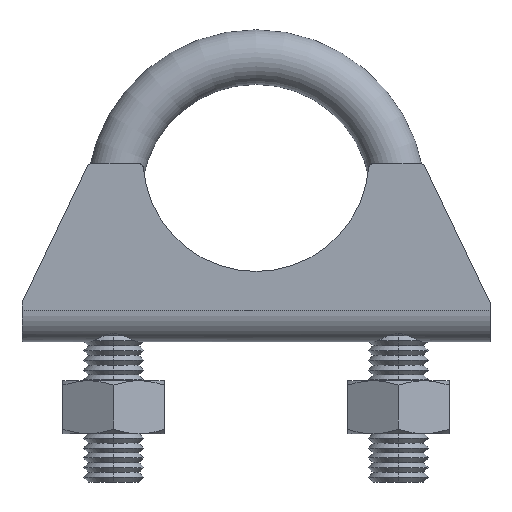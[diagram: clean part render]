
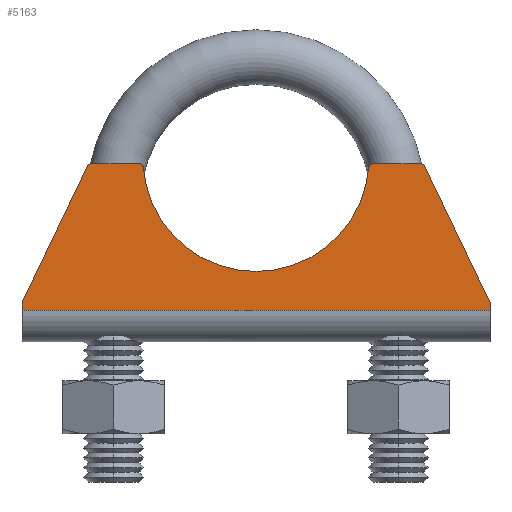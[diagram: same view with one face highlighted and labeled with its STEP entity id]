
A CAD part, top view. The second image highlights one B-rep face of the part: STEP entity #5163.
In plain terms, the highlighted planar face has unit normal (0, 0, 1).
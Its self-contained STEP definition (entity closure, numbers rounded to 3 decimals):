
#2 = CARTESIAN_POINT ( 'NONE',  ( 21.636, 20.515, 7.4 ) ) ;
#38 = VERTEX_POINT ( 'NONE', #2253 ) ;
#108 = ORIENTED_EDGE ( 'NONE', *, *, #3881, .T. ) ;
#126 = DIRECTION ( 'NONE',  ( 0., -1., 0. ) ) ;
#213 = EDGE_CURVE ( 'NONE', #2351, #6873, #4837, .T. ) ;
#245 = CARTESIAN_POINT ( 'NONE',  ( -21.185, 20.8, 7.4 ) ) ;
#274 = DIRECTION ( 'NONE',  ( 0., 0., 1. ) ) ;
#397 = VERTEX_POINT ( 'NONE', #7445 ) ;
#525 = EDGE_CURVE ( 'NONE', #38, #1195, #5727, .T. ) ;
#550 = CARTESIAN_POINT ( 'NONE',  ( -30., 20.8, 7.4 ) ) ;
#605 = CIRCLE ( 'NONE', #6726, 0.5 ) ;
#656 = DIRECTION ( 'NONE',  ( 0., 1., 0. ) ) ;
#677 = EDGE_CURVE ( 'NONE', #397, #2792, #5014, .T. ) ;
#761 = EDGE_CURVE ( 'NONE', #7429, #6196, #1720, .T. ) ;
#807 = DIRECTION ( 'NONE',  ( -1., 0., 0. ) ) ;
#811 = LINE ( 'NONE', #6536, #1000 ) ;
#854 = CIRCLE ( 'NONE', #4762, 14.5 ) ;
#902 = DIRECTION ( 'NONE',  ( 0., 0., 1. ) ) ;
#948 = VECTOR ( 'NONE', #1878, 1000. ) ;
#1000 = VECTOR ( 'NONE', #2777, 1000. ) ;
#1195 = VERTEX_POINT ( 'NONE', #2285 ) ;
#1340 = AXIS2_PLACEMENT_3D ( 'NONE', #5226, #1563, #5457 ) ;
#1411 = ORIENTED_EDGE ( 'NONE', *, *, #8018, .T. ) ;
#1476 = CARTESIAN_POINT ( 'NONE',  ( -11.937, 40.826, 7.4 ) ) ;
#1489 = ORIENTED_EDGE ( 'NONE', *, *, #3902, .T. ) ;
#1563 = DIRECTION ( 'NONE',  ( 0., 0., 1. ) ) ;
#1598 = VECTOR ( 'NONE', #2121, 1000. ) ;
#1622 = ORIENTED_EDGE ( 'NONE', *, *, #3587, .F. ) ;
#1675 = CARTESIAN_POINT ( 'NONE',  ( 21.185, 20.3, 7.4 ) ) ;
#1720 = LINE ( 'NONE', #1886, #3209 ) ;
#1831 = CARTESIAN_POINT ( 'NONE',  ( 30., 20.8, 7.4 ) ) ;
#1849 = DIRECTION ( 'NONE',  ( 0., 1., 0. ) ) ;
#1878 = DIRECTION ( 'NONE',  ( -1., 0., 0. ) ) ;
#1886 = CARTESIAN_POINT ( 'NONE',  ( 30., 20.8, 7.4 ) ) ;
#2082 = CARTESIAN_POINT ( 'NONE',  ( 30., 20.8, 7.4 ) ) ;
#2121 = DIRECTION ( 'NONE',  ( 0.431, -0.902, 0. ) ) ;
#2207 = VERTEX_POINT ( 'NONE', #2 ) ;
#2246 = DIRECTION ( 'NONE',  ( 0., -1., 0. ) ) ;
#2253 = CARTESIAN_POINT ( 'NONE',  ( -30., 2., 7.4 ) ) ;
#2285 = CARTESIAN_POINT ( 'NONE',  ( -30., 3., 7.4 ) ) ;
#2337 = FACE_OUTER_BOUND ( 'NONE', #5046, .T. ) ;
#2351 = VERTEX_POINT ( 'NONE', #5570 ) ;
#2418 = VECTOR ( 'NONE', #3328, 1000. ) ;
#2462 = CARTESIAN_POINT ( 'NONE',  ( -21.636, 20.515, 7.4 ) ) ;
#2604 = LINE ( 'NONE', #2725, #1598 ) ;
#2694 = DIRECTION ( 'NONE',  ( 0., 0., 1. ) ) ;
#2725 = CARTESIAN_POINT ( 'NONE',  ( 23.078, 17.495, 7.4 ) ) ;
#2777 = DIRECTION ( 'NONE',  ( -1., 0., 0. ) ) ;
#2792 = VERTEX_POINT ( 'NONE', #4632 ) ;
#3201 = DIRECTION ( 'NONE',  ( 0., 0., -1. ) ) ;
#3209 = VECTOR ( 'NONE', #656, 1000. ) ;
#3312 = VECTOR ( 'NONE', #807, 1000. ) ;
#3323 = CIRCLE ( 'NONE', #6420, 0.5 ) ;
#3328 = DIRECTION ( 'NONE',  ( 0.431, 0.902, 0. ) ) ;
#3587 = EDGE_CURVE ( 'NONE', #7429, #38, #811, .T. ) ;
#3636 = CIRCLE ( 'NONE', #4590, 0.5 ) ;
#3809 = PLANE ( 'NONE',  #6004 ) ;
#3865 = CARTESIAN_POINT ( 'NONE',  ( -14.952, 20.8, 7.4 ) ) ;
#3881 = EDGE_CURVE ( 'NONE', #2792, #5926, #3636, .T. ) ;
#3902 = EDGE_CURVE ( 'NONE', #2207, #397, #605, .T. ) ;
#4151 = ORIENTED_EDGE ( 'NONE', *, *, #4314, .T. ) ;
#4314 = EDGE_CURVE ( 'NONE', #7505, #5857, #3323, .T. ) ;
#4428 = CARTESIAN_POINT ( 'NONE',  ( 0., 21.5, 7.4 ) ) ;
#4460 = DIRECTION ( 'NONE',  ( 0., 1., 0. ) ) ;
#4525 = CARTESIAN_POINT ( 'NONE',  ( 14.952, 20.3, 7.4 ) ) ;
#4590 = AXIS2_PLACEMENT_3D ( 'NONE', #4525, #2694, #126 ) ;
#4607 = LINE ( 'NONE', #1476, #2418 ) ;
#4632 = CARTESIAN_POINT ( 'NONE',  ( 14.952, 20.8, 7.4 ) ) ;
#4762 = AXIS2_PLACEMENT_3D ( 'NONE', #4428, #3201, #4460 ) ;
#4779 = CARTESIAN_POINT ( 'NONE',  ( -21.185, 20.3, 7.4 ) ) ;
#4830 = VECTOR ( 'NONE', #1849, 1000. ) ;
#4837 = CIRCLE ( 'NONE', #1340, 0.5 ) ;
#5014 = LINE ( 'NONE', #2082, #3312 ) ;
#5046 = EDGE_LOOP ( 'NONE', ( #6715, #108, #1411, #8307, #6600, #4151, #5560, #7529, #1622, #5701, #6493, #1489 ) ) ;
#5134 = CARTESIAN_POINT ( 'NONE',  ( 30., 20.8, 7.4 ) ) ;
#5163 = ADVANCED_FACE ( 'NONE', ( #2337 ), #3809, .T. ) ;
#5169 = CARTESIAN_POINT ( 'NONE',  ( 30., 2., 7.4 ) ) ;
#5226 = CARTESIAN_POINT ( 'NONE',  ( -14.952, 20.3, 7.4 ) ) ;
#5457 = DIRECTION ( 'NONE',  ( 0., -1., 0. ) ) ;
#5560 = ORIENTED_EDGE ( 'NONE', *, *, #6940, .F. ) ;
#5570 = CARTESIAN_POINT ( 'NONE',  ( -14.454, 20.34, 7.4 ) ) ;
#5687 = DIRECTION ( 'NONE',  ( 0., 0., 1. ) ) ;
#5701 = ORIENTED_EDGE ( 'NONE', *, *, #761, .T. ) ;
#5727 = LINE ( 'NONE', #550, #4830 ) ;
#5857 = VERTEX_POINT ( 'NONE', #2462 ) ;
#5926 = VERTEX_POINT ( 'NONE', #7045 ) ;
#5993 = EDGE_CURVE ( 'NONE', #2207, #6196, #2604, .T. ) ;
#6004 = AXIS2_PLACEMENT_3D ( 'NONE', #5134, #5687, #7602 ) ;
#6196 = VERTEX_POINT ( 'NONE', #8034 ) ;
#6420 = AXIS2_PLACEMENT_3D ( 'NONE', #4779, #902, #2246 ) ;
#6493 = ORIENTED_EDGE ( 'NONE', *, *, #5993, .F. ) ;
#6536 = CARTESIAN_POINT ( 'NONE',  ( 30., 2., 7.4 ) ) ;
#6600 = ORIENTED_EDGE ( 'NONE', *, *, #6871, .T. ) ;
#6715 = ORIENTED_EDGE ( 'NONE', *, *, #677, .T. ) ;
#6726 = AXIS2_PLACEMENT_3D ( 'NONE', #1675, #274, #7782 ) ;
#6871 = EDGE_CURVE ( 'NONE', #6873, #7505, #7493, .T. ) ;
#6873 = VERTEX_POINT ( 'NONE', #3865 ) ;
#6940 = EDGE_CURVE ( 'NONE', #1195, #5857, #4607, .T. ) ;
#7045 = CARTESIAN_POINT ( 'NONE',  ( 14.454, 20.34, 7.4 ) ) ;
#7429 = VERTEX_POINT ( 'NONE', #5169 ) ;
#7445 = CARTESIAN_POINT ( 'NONE',  ( 21.185, 20.8, 7.4 ) ) ;
#7493 = LINE ( 'NONE', #1831, #948 ) ;
#7505 = VERTEX_POINT ( 'NONE', #245 ) ;
#7529 = ORIENTED_EDGE ( 'NONE', *, *, #525, .F. ) ;
#7602 = DIRECTION ( 'NONE',  ( 0., -1., 0. ) ) ;
#7782 = DIRECTION ( 'NONE',  ( 0., -1., 0. ) ) ;
#8018 = EDGE_CURVE ( 'NONE', #5926, #2351, #854, .T. ) ;
#8034 = CARTESIAN_POINT ( 'NONE',  ( 30., 3., 7.4 ) ) ;
#8307 = ORIENTED_EDGE ( 'NONE', *, *, #213, .T. ) ;
